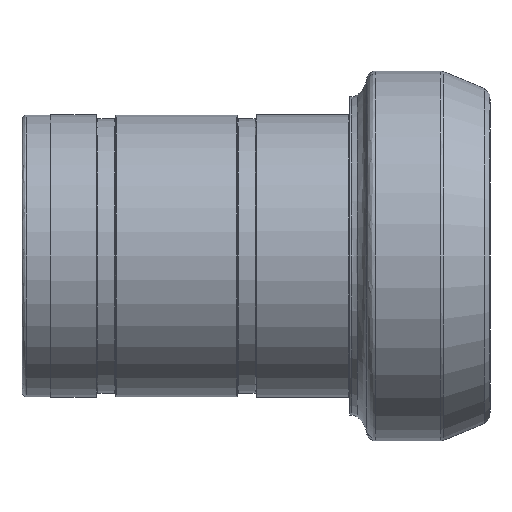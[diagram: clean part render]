
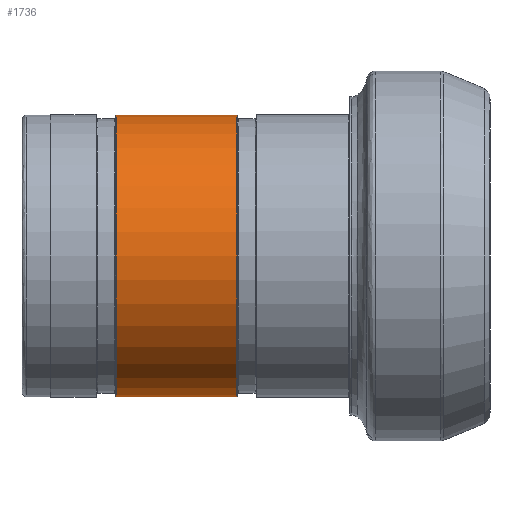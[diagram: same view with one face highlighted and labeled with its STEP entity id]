
A CAD part, front view. The second image highlights one B-rep face of the part: STEP entity #1736.
In plain terms, the highlighted cylindrical face has radius 15.05 mm (diameter 30.1 mm), a partial arc.
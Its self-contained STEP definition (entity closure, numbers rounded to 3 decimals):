
#47 = EDGE_LOOP ( 'NONE', ( #2025, #1251, #1542, #99 ) ) ;
#99 = ORIENTED_EDGE ( 'NONE', *, *, #733, .F. ) ;
#274 = VERTEX_POINT ( 'NONE', #1804 ) ;
#278 = VECTOR ( 'NONE', #1457, 1000. ) ;
#309 = EDGE_CURVE ( 'NONE', #1740, #442, #1359, .T. ) ;
#316 = AXIS2_PLACEMENT_3D ( 'NONE', #687, #1395, #1419 ) ;
#344 = VECTOR ( 'NONE', #1848, 1000. ) ;
#368 = LINE ( 'NONE', #1654, #278 ) ;
#400 = EDGE_CURVE ( 'NONE', #442, #627, #368, .T. ) ;
#442 = VERTEX_POINT ( 'NONE', #1558 ) ;
#532 = CARTESIAN_POINT ( 'NONE',  ( -27.05, 0., -15.05 ) ) ;
#573 = AXIS2_PLACEMENT_3D ( 'NONE', #1277, #2218, #1268 ) ;
#574 = CYLINDRICAL_SURFACE ( 'NONE', #573, 15.05 ) ;
#627 = VERTEX_POINT ( 'NONE', #1567 ) ;
#687 = CARTESIAN_POINT ( 'NONE',  ( -27.05, 0., 0. ) ) ;
#733 = EDGE_CURVE ( 'NONE', #274, #627, #1208, .T. ) ;
#813 = LINE ( 'NONE', #2037, #344 ) ;
#1056 = DIRECTION ( 'NONE',  ( -1., 0., 0. ) ) ;
#1208 = CIRCLE ( 'NONE', #2203, 15.05 ) ;
#1251 = ORIENTED_EDGE ( 'NONE', *, *, #309, .T. ) ;
#1268 = DIRECTION ( 'NONE',  ( 0., 0., 1. ) ) ;
#1275 = DIRECTION ( 'NONE',  ( 0., 0., -1. ) ) ;
#1277 = CARTESIAN_POINT ( 'NONE',  ( -50., 0., 0. ) ) ;
#1359 = CIRCLE ( 'NONE', #316, 15.05 ) ;
#1395 = DIRECTION ( 'NONE',  ( -1., 0., 0. ) ) ;
#1419 = DIRECTION ( 'NONE',  ( 0., 0., 1. ) ) ;
#1457 = DIRECTION ( 'NONE',  ( -1., 0., 0. ) ) ;
#1542 = ORIENTED_EDGE ( 'NONE', *, *, #400, .T. ) ;
#1558 = CARTESIAN_POINT ( 'NONE',  ( -27.05, 0., 15.05 ) ) ;
#1567 = CARTESIAN_POINT ( 'NONE',  ( -39.95, 0., 15.05 ) ) ;
#1654 = CARTESIAN_POINT ( 'NONE',  ( -50., 0., 15.05 ) ) ;
#1736 = ADVANCED_FACE ( 'NONE', ( #1906 ), #574, .T. ) ;
#1740 = VERTEX_POINT ( 'NONE', #532 ) ;
#1770 = EDGE_CURVE ( 'NONE', #1740, #274, #813, .T. ) ;
#1804 = CARTESIAN_POINT ( 'NONE',  ( -39.95, 0., -15.05 ) ) ;
#1848 = DIRECTION ( 'NONE',  ( -1., 0., 0. ) ) ;
#1906 = FACE_OUTER_BOUND ( 'NONE', #47, .T. ) ;
#1997 = CARTESIAN_POINT ( 'NONE',  ( -39.95, 0., 0. ) ) ;
#2025 = ORIENTED_EDGE ( 'NONE', *, *, #1770, .F. ) ;
#2037 = CARTESIAN_POINT ( 'NONE',  ( -50., 0., -15.05 ) ) ;
#2203 = AXIS2_PLACEMENT_3D ( 'NONE', #1997, #1056, #1275 ) ;
#2218 = DIRECTION ( 'NONE',  ( -1., 0., 0. ) ) ;
